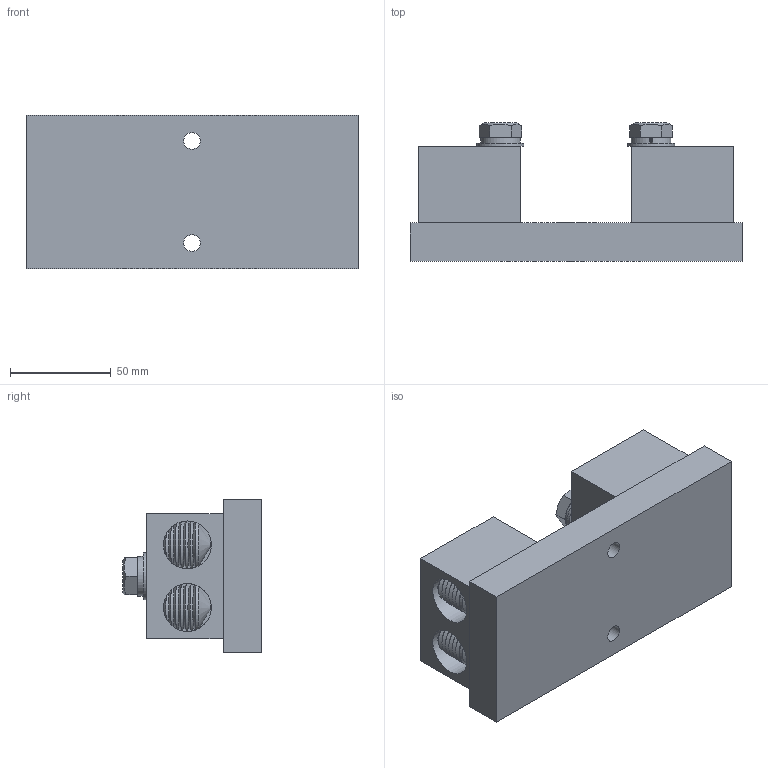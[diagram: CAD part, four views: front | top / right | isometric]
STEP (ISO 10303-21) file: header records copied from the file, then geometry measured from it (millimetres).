
FILE_DESCRIPTION (( 'STEP AP214' ), '1' );
FILE_NAME ('700058revB.STEP', '2019-12-20T18:44:31', ( '' ), ( '' ), 'SwSTEP 2.0', 'SolidWorks 2017', '' );
FILE_SCHEMA (( 'AUTOMOTIVE_DESIGN' ));
Length unit declared in the file: inch
Products named in the file (2): 700058revB
Bounding box: 165.1 x 69.04 x 76.2 mm (x, y, z)
Volume: 432344.4 mm3; surface area: 109849.8 mm2
Topology: 17 solids, 17 shells, 516 faces, 1252 edges, 794 vertices
Faces by surface type: cone 204, cylinder 184, plane 106, torus 14, bspline 8
Full cylindrical faces by diameter (mm): 5.105 x4, 6.528 x4, 8.331 x2, 9.906 x2, 10.795 x4, 11.112 x2, 11.913 x2, 12.7 x4, 19.05 x2, 22.225 x4, 23.419 x2, 23.812 x4
Entity records: 33911 total; most frequent: CARTESIAN_POINT 17458, DIRECTION 1824, ORIENTED_EDGE 1764, EDGE_CURVE 882, AXIS2_PLACEMENT_3D 808, EDGE_LOOP 774, VERTEX_POINT 646, FACE_OUTER_BOUND 558
